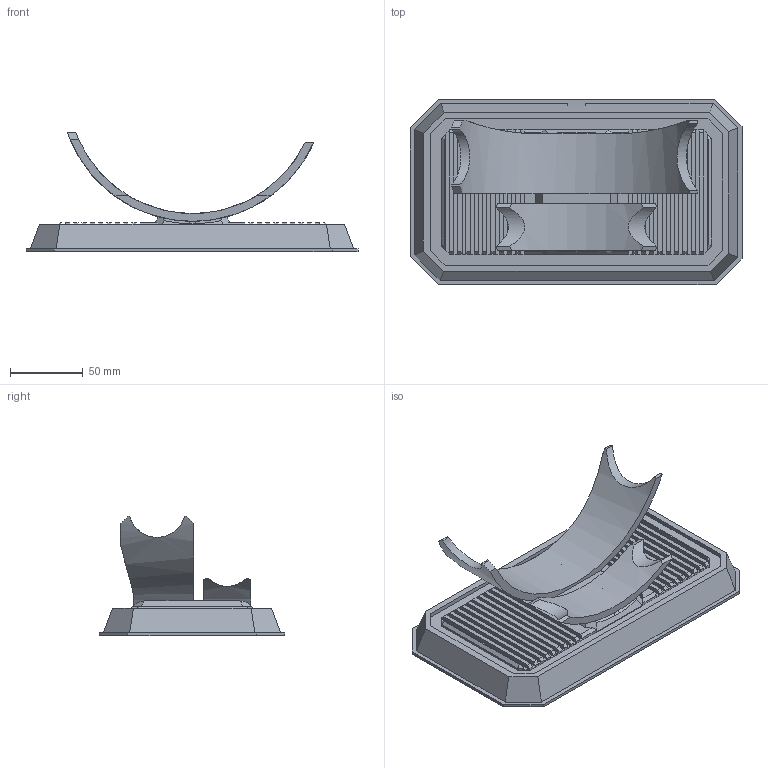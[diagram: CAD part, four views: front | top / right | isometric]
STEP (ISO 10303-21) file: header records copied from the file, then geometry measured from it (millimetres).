
FILE_DESCRIPTION(/* description */ (''),/* implementation_level */ '2;1');
FILE_NAME(/* name */ 'Secura_Stand_v8_Secura_Stand_v8.step',/* time_stamp */ '2025-05-16T20:51:41-04:00',/* author */ (''),/* organization */ (''),/* preprocessor_version */ 'ST-DEVELOPER v20.1',/* originating_system */ 'Autodesk Translation Framework v14.4.0.0',/* authorisation */ '');
FILE_SCHEMA (('AUTOMOTIVE_DESIGN { 1 0 10303 214 3 1 1 }'));
Length unit declared in the file: millimetre
Products named in the file (1): Secura Stand
Bounding box: 227.57 x 127.39 x 81.9 mm (x, y, z)
Volume: 442365.1 mm3; surface area: 202882 mm2
Topology: 8 solids, 8 shells, 347 faces, 908 edges, 608 vertices
Faces by surface type: plane 293, cylinder 46, bspline 8
Full cylindrical faces by diameter (mm): 5 x10, 5.4 x10, 8 x8, 8.4 x4
Entity records: 11360 total; most frequent: CARTESIAN_POINT 2776, ORIENTED_EDGE 1816, DIRECTION 1626, EDGE_CURVE 908, LINE 750, VECTOR 750, VERTEX_POINT 608, AXIS2_PLACEMENT_3D 438
